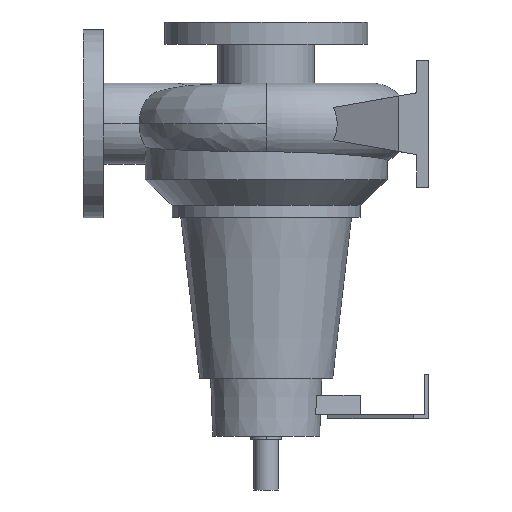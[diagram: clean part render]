
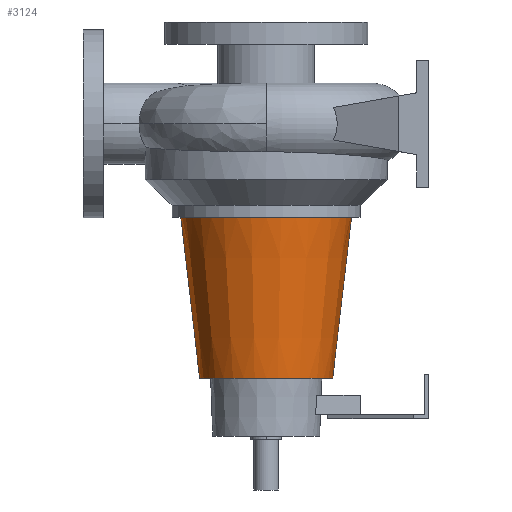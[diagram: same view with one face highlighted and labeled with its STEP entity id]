
A CAD part, left-side view. The second image highlights one B-rep face of the part: STEP entity #3124.
In plain terms, the highlighted conical face has half-angle 6.662 degrees and reference radius 65.4 mm.
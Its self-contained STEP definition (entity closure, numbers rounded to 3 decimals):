
#587 = VECTOR ( 'NONE', #727, 1000. ) ;
#727 = DIRECTION ( 'NONE',  ( 0., 0.116, 0.993 ) ) ;
#987 = CARTESIAN_POINT ( 'NONE',  ( 0., 0., -250. ) ) ;
#1059 = ORIENTED_EDGE ( 'NONE', *, *, #5901, .T. ) ;
#1142 = ORIENTED_EDGE ( 'NONE', *, *, #4187, .F. ) ;
#1203 = CARTESIAN_POINT ( 'NONE',  ( 0., -65.4, -250. ) ) ;
#1346 = VECTOR ( 'NONE', #4420, 1000. ) ;
#1448 = VERTEX_POINT ( 'NONE', #3300 ) ;
#1539 = AXIS2_PLACEMENT_3D ( 'NONE', #2572, #2606, #5663 ) ;
#1614 = EDGE_LOOP ( 'NONE', ( #1142, #5662, #1059, #4563 ) ) ;
#1731 = EDGE_CURVE ( 'NONE', #1448, #2527, #5309, .T. ) ;
#1814 = CARTESIAN_POINT ( 'NONE',  ( 0., -65.4, -250. ) ) ;
#2226 = EDGE_CURVE ( 'NONE', #5524, #3249, #2408, .T. ) ;
#2306 = AXIS2_PLACEMENT_3D ( 'NONE', #987, #6723, #4586 ) ;
#2408 = CIRCLE ( 'NONE', #2306, 65.4 ) ;
#2527 = VERTEX_POINT ( 'NONE', #4924 ) ;
#2572 = CARTESIAN_POINT ( 'NONE',  ( 0., 0., -250. ) ) ;
#2606 = DIRECTION ( 'NONE',  ( 0., 0., 1. ) ) ;
#2877 = LINE ( 'NONE', #1814, #1346 ) ;
#3124 = ADVANCED_FACE ( 'NONE', ( #5196 ), #5214, .T. ) ;
#3249 = VERTEX_POINT ( 'NONE', #1203 ) ;
#3300 = CARTESIAN_POINT ( 'NONE',  ( 0., 83.854, -92. ) ) ;
#3390 = DIRECTION ( 'NONE',  ( 0., 0., 1. ) ) ;
#3884 = CARTESIAN_POINT ( 'NONE',  ( 0., 65.4, -250. ) ) ;
#3893 = CARTESIAN_POINT ( 'NONE',  ( 0., 0., -92. ) ) ;
#4187 = EDGE_CURVE ( 'NONE', #5524, #1448, #4316, .T. ) ;
#4316 = LINE ( 'NONE', #3884, #587 ) ;
#4420 = DIRECTION ( 'NONE',  ( 0., -0.116, 0.993 ) ) ;
#4563 = ORIENTED_EDGE ( 'NONE', *, *, #1731, .F. ) ;
#4586 = DIRECTION ( 'NONE',  ( 0., -1., 0. ) ) ;
#4802 = DIRECTION ( 'NONE',  ( 0., -1., 0. ) ) ;
#4924 = CARTESIAN_POINT ( 'NONE',  ( 0., -83.854, -92. ) ) ;
#5196 = FACE_OUTER_BOUND ( 'NONE', #1614, .T. ) ;
#5214 = CONICAL_SURFACE ( 'NONE', #1539, 65.4, 0.116 ) ;
#5309 = CIRCLE ( 'NONE', #5847, 83.854 ) ;
#5524 = VERTEX_POINT ( 'NONE', #5795 ) ;
#5662 = ORIENTED_EDGE ( 'NONE', *, *, #2226, .T. ) ;
#5663 = DIRECTION ( 'NONE',  ( 0., -1., 0. ) ) ;
#5795 = CARTESIAN_POINT ( 'NONE',  ( 0., 65.4, -250. ) ) ;
#5847 = AXIS2_PLACEMENT_3D ( 'NONE', #3893, #3390, #4802 ) ;
#5901 = EDGE_CURVE ( 'NONE', #3249, #2527, #2877, .T. ) ;
#6723 = DIRECTION ( 'NONE',  ( 0., 0., 1. ) ) ;
